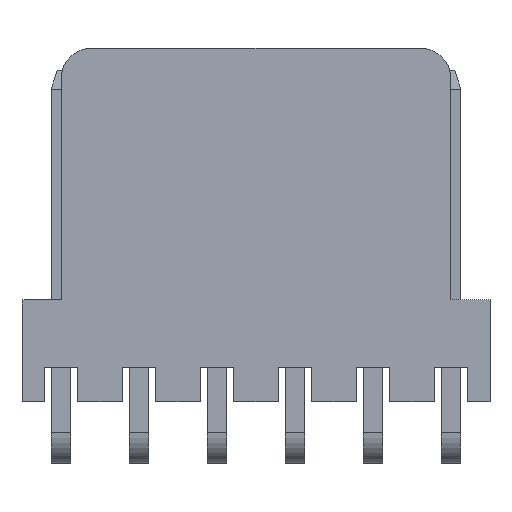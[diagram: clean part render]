
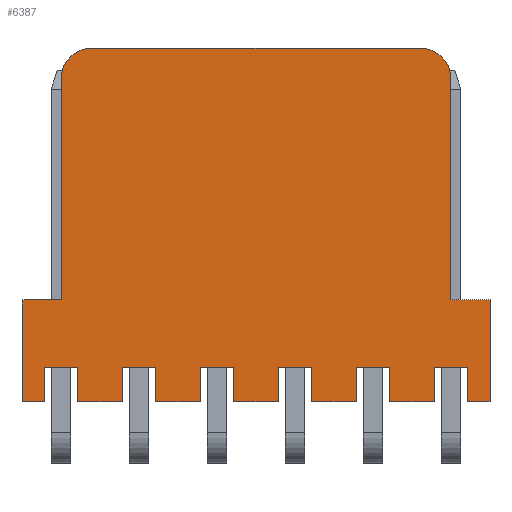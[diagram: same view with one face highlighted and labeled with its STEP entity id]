
A CAD part, top view. The second image highlights one B-rep face of the part: STEP entity #6387.
In plain terms, the highlighted face is planar.
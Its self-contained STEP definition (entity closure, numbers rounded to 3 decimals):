
#205=PLANE('',#6682);
#473=LINE('',#8397,#1075);
#477=LINE('',#8406,#1079);
#502=LINE('',#8458,#1104);
#506=LINE('',#8467,#1108);
#510=LINE('',#8476,#1112);
#514=LINE('',#8485,#1116);
#519=LINE('',#8496,#1121);
#521=LINE('',#8500,#1123);
#525=LINE('',#8507,#1127);
#539=LINE('',#8536,#1141);
#546=LINE('',#8550,#1148);
#552=LINE('',#8561,#1154);
#571=LINE('',#8601,#1173);
#578=LINE('',#8615,#1180);
#584=LINE('',#8626,#1186);
#603=LINE('',#8666,#1205);
#610=LINE('',#8680,#1212);
#616=LINE('',#8691,#1218);
#635=LINE('',#8731,#1237);
#642=LINE('',#8745,#1244);
#648=LINE('',#8756,#1250);
#667=LINE('',#8796,#1269);
#670=LINE('',#8802,#1272);
#672=LINE('',#8805,#1274);
#749=LINE('',#8969,#1351);
#751=LINE('',#8972,#1353);
#752=LINE('',#8974,#1354);
#753=LINE('',#8976,#1355);
#754=LINE('',#8978,#1356);
#755=LINE('',#8979,#1357);
#756=LINE('',#8981,#1358);
#757=LINE('',#8983,#1359);
#1075=VECTOR('',#7183,1000.);
#1079=VECTOR('',#7189,1000.);
#1104=VECTOR('',#7236,1000.);
#1108=VECTOR('',#7242,1000.);
#1112=VECTOR('',#7248,1000.);
#1116=VECTOR('',#7254,1000.);
#1121=VECTOR('',#7261,1000.);
#1123=VECTOR('',#7265,1000.);
#1127=VECTOR('',#7271,1000.);
#1141=VECTOR('',#7295,1000.);
#1148=VECTOR('',#7304,1000.);
#1154=VECTOR('',#7312,1000.);
#1173=VECTOR('',#7353,1000.);
#1180=VECTOR('',#7362,1000.);
#1186=VECTOR('',#7370,1000.);
#1205=VECTOR('',#7411,1000.);
#1212=VECTOR('',#7420,1000.);
#1218=VECTOR('',#7428,1000.);
#1237=VECTOR('',#7469,1000.);
#1244=VECTOR('',#7478,1000.);
#1250=VECTOR('',#7486,1000.);
#1269=VECTOR('',#7527,1000.);
#1272=VECTOR('',#7532,1000.);
#1274=VECTOR('',#7536,1000.);
#1351=VECTOR('',#7675,1000.);
#1353=VECTOR('',#7679,1000.);
#1354=VECTOR('',#7680,1000.);
#1355=VECTOR('',#7681,1000.);
#1356=VECTOR('',#7682,1000.);
#1357=VECTOR('',#7683,1000.);
#1358=VECTOR('',#7684,1000.);
#1359=VECTOR('',#7685,1000.);
#2374=ORIENTED_EDGE('',*,*,#3013,.T.);
#2375=ORIENTED_EDGE('',*,*,#2965,.T.);
#2376=ORIENTED_EDGE('',*,*,#3009,.T.);
#2377=ORIENTED_EDGE('',*,*,#3160,.T.);
#2378=ORIENTED_EDGE('',*,*,#3158,.T.);
#2379=ORIENTED_EDGE('',*,*,#3155,.T.);
#2380=ORIENTED_EDGE('',*,*,#3002,.T.);
#2381=ORIENTED_EDGE('',*,*,#3136,.T.);
#2382=ORIENTED_EDGE('',*,*,#3130,.T.);
#2383=ORIENTED_EDGE('',*,*,#3123,.T.);
#2384=ORIENTED_EDGE('',*,*,#2998,.T.);
#2385=ORIENTED_EDGE('',*,*,#3104,.T.);
#2386=ORIENTED_EDGE('',*,*,#3098,.T.);
#2387=ORIENTED_EDGE('',*,*,#3091,.T.);
#2388=ORIENTED_EDGE('',*,*,#2994,.T.);
#2389=ORIENTED_EDGE('',*,*,#3072,.T.);
#2390=ORIENTED_EDGE('',*,*,#3066,.T.);
#2391=ORIENTED_EDGE('',*,*,#3059,.T.);
#2392=ORIENTED_EDGE('',*,*,#2990,.T.);
#2393=ORIENTED_EDGE('',*,*,#3040,.T.);
#2394=ORIENTED_EDGE('',*,*,#3034,.T.);
#2395=ORIENTED_EDGE('',*,*,#3027,.T.);
#2396=ORIENTED_EDGE('',*,*,#3243,.T.);
#2397=ORIENTED_EDGE('',*,*,#3244,.F.);
#2398=ORIENTED_EDGE('',*,*,#3245,.T.);
#2399=ORIENTED_EDGE('',*,*,#3246,.T.);
#2400=ORIENTED_EDGE('',*,*,#3233,.T.);
#2401=ORIENTED_EDGE('',*,*,#3241,.F.);
#2402=ORIENTED_EDGE('',*,*,#3239,.T.);
#2403=ORIENTED_EDGE('',*,*,#3247,.F.);
#2404=ORIENTED_EDGE('',*,*,#3248,.T.);
#2405=ORIENTED_EDGE('',*,*,#3249,.T.);
#2406=ORIENTED_EDGE('',*,*,#3007,.T.);
#2407=ORIENTED_EDGE('',*,*,#2961,.T.);
#2961=EDGE_CURVE('',#3508,#3511,#473,.T.);
#2965=EDGE_CURVE('',#3512,#3515,#477,.T.);
#2990=EDGE_CURVE('',#3532,#3533,#502,.T.);
#2994=EDGE_CURVE('',#3536,#3537,#506,.T.);
#2998=EDGE_CURVE('',#3540,#3541,#510,.T.);
#3002=EDGE_CURVE('',#3544,#3545,#514,.T.);
#3007=EDGE_CURVE('',#3549,#3508,#519,.T.);
#3009=EDGE_CURVE('',#3515,#3550,#521,.T.);
#3013=EDGE_CURVE('',#3511,#3512,#525,.T.);
#3027=EDGE_CURVE('',#3558,#3561,#539,.T.);
#3034=EDGE_CURVE('',#3566,#3558,#546,.T.);
#3040=EDGE_CURVE('',#3533,#3566,#552,.T.);
#3059=EDGE_CURVE('',#3580,#3532,#571,.T.);
#3066=EDGE_CURVE('',#3586,#3580,#578,.T.);
#3072=EDGE_CURVE('',#3537,#3586,#584,.T.);
#3091=EDGE_CURVE('',#3600,#3536,#603,.T.);
#3098=EDGE_CURVE('',#3606,#3600,#610,.T.);
#3104=EDGE_CURVE('',#3541,#3606,#616,.T.);
#3123=EDGE_CURVE('',#3620,#3540,#635,.T.);
#3130=EDGE_CURVE('',#3626,#3620,#642,.T.);
#3136=EDGE_CURVE('',#3545,#3626,#648,.T.);
#3155=EDGE_CURVE('',#3640,#3544,#667,.T.);
#3158=EDGE_CURVE('',#3642,#3640,#670,.T.);
#3160=EDGE_CURVE('',#3550,#3642,#672,.T.);
#3233=EDGE_CURVE('',#3692,#3693,#3784,.T.);
#3239=EDGE_CURVE('',#3699,#3698,#3787,.T.);
#3241=EDGE_CURVE('',#3699,#3693,#749,.T.);
#3243=EDGE_CURVE('',#3561,#3700,#751,.T.);
#3244=EDGE_CURVE('',#3701,#3700,#752,.T.);
#3245=EDGE_CURVE('',#3701,#3702,#753,.T.);
#3246=EDGE_CURVE('',#3702,#3692,#754,.T.);
#3247=EDGE_CURVE('',#3703,#3698,#755,.T.);
#3248=EDGE_CURVE('',#3703,#3704,#756,.T.);
#3249=EDGE_CURVE('',#3704,#3549,#757,.T.);
#3508=VERTEX_POINT('',#8391);
#3511=VERTEX_POINT('',#8396);
#3512=VERTEX_POINT('',#8400);
#3515=VERTEX_POINT('',#8405);
#3532=VERTEX_POINT('',#8459);
#3533=VERTEX_POINT('',#8460);
#3536=VERTEX_POINT('',#8468);
#3537=VERTEX_POINT('',#8469);
#3540=VERTEX_POINT('',#8477);
#3541=VERTEX_POINT('',#8478);
#3544=VERTEX_POINT('',#8486);
#3545=VERTEX_POINT('',#8487);
#3549=VERTEX_POINT('',#8497);
#3550=VERTEX_POINT('',#8501);
#3558=VERTEX_POINT('',#8530);
#3561=VERTEX_POINT('',#8535);
#3566=VERTEX_POINT('',#8547);
#3580=VERTEX_POINT('',#8598);
#3586=VERTEX_POINT('',#8612);
#3600=VERTEX_POINT('',#8663);
#3606=VERTEX_POINT('',#8677);
#3620=VERTEX_POINT('',#8728);
#3626=VERTEX_POINT('',#8742);
#3640=VERTEX_POINT('',#8793);
#3642=VERTEX_POINT('',#8799);
#3692=VERTEX_POINT('',#8952);
#3693=VERTEX_POINT('',#8953);
#3698=VERTEX_POINT('',#8964);
#3699=VERTEX_POINT('',#8966);
#3700=VERTEX_POINT('',#8973);
#3701=VERTEX_POINT('',#8975);
#3702=VERTEX_POINT('',#8977);
#3703=VERTEX_POINT('',#8980);
#3704=VERTEX_POINT('',#8982);
#3784=CIRCLE('',#6676,1.);
#3787=CIRCLE('',#6680,1.);
#4001=EDGE_LOOP('',(#2374,#2375,#2376,#2377,#2378,#2379,#2380,#2381,#2382,
#2383,#2384,#2385,#2386,#2387,#2388,#2389,#2390,#2391,#2392,#2393,#2394,
#2395,#2396,#2397,#2398,#2399,#2400,#2401,#2402,#2403,#2404,#2405,#2406,
#2407));
#4285=FACE_BOUND('',#4001,.T.);
#6387=ADVANCED_FACE('',(#4285),#205,.T.);
#6676=AXIS2_PLACEMENT_3D('',#8951,#7659,#7660);
#6680=AXIS2_PLACEMENT_3D('',#8965,#7670,#7671);
#6682=AXIS2_PLACEMENT_3D('',#8971,#7677,#7678);
#7183=DIRECTION('',(0.,0.,1.));
#7189=DIRECTION('',(0.,0.,-1.));
#7236=DIRECTION('',(-1.,0.,0.));
#7242=DIRECTION('',(-1.,0.,0.));
#7248=DIRECTION('',(-1.,0.,0.));
#7254=DIRECTION('',(-1.,0.,0.));
#7261=DIRECTION('',(-1.,0.,0.));
#7265=DIRECTION('',(-1.,0.,0.));
#7271=DIRECTION('',(-1.,0.,0.));
#7295=DIRECTION('',(0.,0.,-1.));
#7304=DIRECTION('',(-1.,0.,0.));
#7312=DIRECTION('',(0.,0.,1.));
#7353=DIRECTION('',(0.,0.,-1.));
#7362=DIRECTION('',(-1.,0.,0.));
#7370=DIRECTION('',(0.,0.,1.));
#7411=DIRECTION('',(0.,0.,-1.));
#7420=DIRECTION('',(-1.,0.,0.));
#7428=DIRECTION('',(0.,0.,1.));
#7469=DIRECTION('',(0.,0.,-1.));
#7478=DIRECTION('',(-1.,0.,0.));
#7486=DIRECTION('',(0.,0.,1.));
#7527=DIRECTION('',(0.,0.,-1.));
#7532=DIRECTION('',(-1.,0.,0.));
#7536=DIRECTION('',(0.,0.,1.));
#7659=DIRECTION('',(0.,1.,0.));
#7660=DIRECTION('',(0.,0.,1.));
#7670=DIRECTION('',(0.,1.,0.));
#7671=DIRECTION('',(0.,0.,1.));
#7675=DIRECTION('',(-1.,0.,0.));
#7677=DIRECTION('',(0.,1.,0.));
#7678=DIRECTION('',(0.,0.,1.));
#7679=DIRECTION('',(-1.,0.,0.));
#7680=DIRECTION('',(0.,0.,-1.));
#7681=DIRECTION('',(1.,0.,0.));
#7682=DIRECTION('',(0.,0.,1.));
#7683=DIRECTION('',(0.,0.,1.));
#7684=DIRECTION('',(1.,0.,0.));
#7685=DIRECTION('',(0.,0.,-1.));
#8391=CARTESIAN_POINT('',(6.9,2.9,-5.75));
#8396=CARTESIAN_POINT('',(6.9,2.9,-4.65));
#8397=CARTESIAN_POINT('',(6.9,2.9,5.75));
#8400=CARTESIAN_POINT('',(5.8,2.9,-4.65));
#8405=CARTESIAN_POINT('',(5.8,2.9,-5.75));
#8406=CARTESIAN_POINT('',(5.8,2.9,5.75));
#8458=CARTESIAN_POINT('',(7.62,2.9,-5.75));
#8459=CARTESIAN_POINT('',(-4.36,2.9,-5.75));
#8460=CARTESIAN_POINT('',(-5.8,2.9,-5.75));
#8467=CARTESIAN_POINT('',(7.62,2.9,-5.75));
#8468=CARTESIAN_POINT('',(-1.82,2.9,-5.75));
#8469=CARTESIAN_POINT('',(-3.26,2.9,-5.75));
#8476=CARTESIAN_POINT('',(7.62,2.9,-5.75));
#8477=CARTESIAN_POINT('',(0.72,2.9,-5.75));
#8478=CARTESIAN_POINT('',(-0.72,2.9,-5.75));
#8485=CARTESIAN_POINT('',(7.62,2.9,-5.75));
#8486=CARTESIAN_POINT('',(3.26,2.9,-5.75));
#8487=CARTESIAN_POINT('',(1.82,2.9,-5.75));
#8496=CARTESIAN_POINT('',(7.62,2.9,-5.75));
#8497=CARTESIAN_POINT('',(7.62,2.9,-5.75));
#8500=CARTESIAN_POINT('',(7.62,2.9,-5.75));
#8501=CARTESIAN_POINT('',(4.36,2.9,-5.75));
#8507=CARTESIAN_POINT('',(7.62,2.9,-4.65));
#8530=CARTESIAN_POINT('',(-6.9,2.9,-4.65));
#8535=CARTESIAN_POINT('',(-6.9,2.9,-5.75));
#8536=CARTESIAN_POINT('',(-6.9,2.9,5.75));
#8547=CARTESIAN_POINT('',(-5.8,2.9,-4.65));
#8550=CARTESIAN_POINT('',(7.62,2.9,-4.65));
#8561=CARTESIAN_POINT('',(-5.8,2.9,5.75));
#8598=CARTESIAN_POINT('',(-4.36,2.9,-4.65));
#8601=CARTESIAN_POINT('',(-4.36,2.9,5.75));
#8612=CARTESIAN_POINT('',(-3.26,2.9,-4.65));
#8615=CARTESIAN_POINT('',(7.62,2.9,-4.65));
#8626=CARTESIAN_POINT('',(-3.26,2.9,5.75));
#8663=CARTESIAN_POINT('',(-1.82,2.9,-4.65));
#8666=CARTESIAN_POINT('',(-1.82,2.9,5.75));
#8677=CARTESIAN_POINT('',(-0.72,2.9,-4.65));
#8680=CARTESIAN_POINT('',(7.62,2.9,-4.65));
#8691=CARTESIAN_POINT('',(-0.72,2.9,5.75));
#8728=CARTESIAN_POINT('',(0.72,2.9,-4.65));
#8731=CARTESIAN_POINT('',(0.72,2.9,5.75));
#8742=CARTESIAN_POINT('',(1.82,2.9,-4.65));
#8745=CARTESIAN_POINT('',(7.62,2.9,-4.65));
#8756=CARTESIAN_POINT('',(1.82,2.9,5.75));
#8793=CARTESIAN_POINT('',(3.26,2.9,-4.65));
#8796=CARTESIAN_POINT('',(3.26,2.9,5.75));
#8799=CARTESIAN_POINT('',(4.36,2.9,-4.65));
#8802=CARTESIAN_POINT('',(7.62,2.9,-4.65));
#8805=CARTESIAN_POINT('',(4.36,2.9,5.75));
#8951=CARTESIAN_POINT('',(-5.35,2.9,4.75));
#8952=CARTESIAN_POINT('',(-6.35,2.9,4.75));
#8953=CARTESIAN_POINT('',(-5.35,2.9,5.75));
#8964=CARTESIAN_POINT('',(6.35,2.9,4.75));
#8965=CARTESIAN_POINT('',(5.35,2.9,4.75));
#8966=CARTESIAN_POINT('',(5.35,2.9,5.75));
#8969=CARTESIAN_POINT('',(7.62,2.9,5.75));
#8971=CARTESIAN_POINT('',(7.62,2.9,5.75));
#8972=CARTESIAN_POINT('',(7.62,2.9,-5.75));
#8973=CARTESIAN_POINT('',(-7.62,2.9,-5.75));
#8974=CARTESIAN_POINT('',(-7.62,2.9,5.75));
#8975=CARTESIAN_POINT('',(-7.62,2.9,-2.45));
#8976=CARTESIAN_POINT('',(-7.62,2.9,-2.45));
#8977=CARTESIAN_POINT('',(-6.35,2.9,-2.45));
#8978=CARTESIAN_POINT('',(-6.35,2.9,-2.45));
#8979=CARTESIAN_POINT('',(6.35,2.9,-2.45));
#8980=CARTESIAN_POINT('',(6.35,2.9,-2.45));
#8981=CARTESIAN_POINT('',(6.35,2.9,-2.45));
#8982=CARTESIAN_POINT('',(7.62,2.9,-2.45));
#8983=CARTESIAN_POINT('',(7.62,2.9,5.75));
